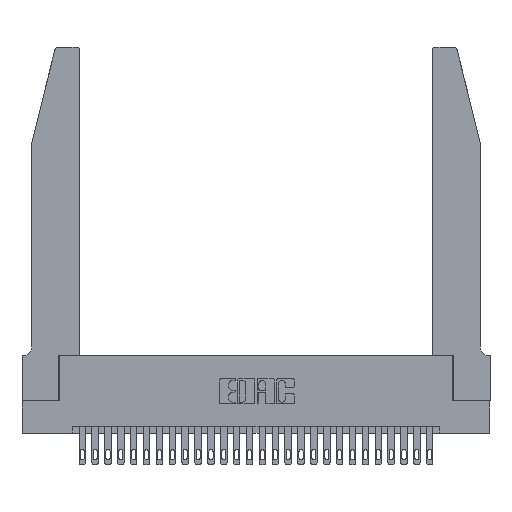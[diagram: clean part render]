
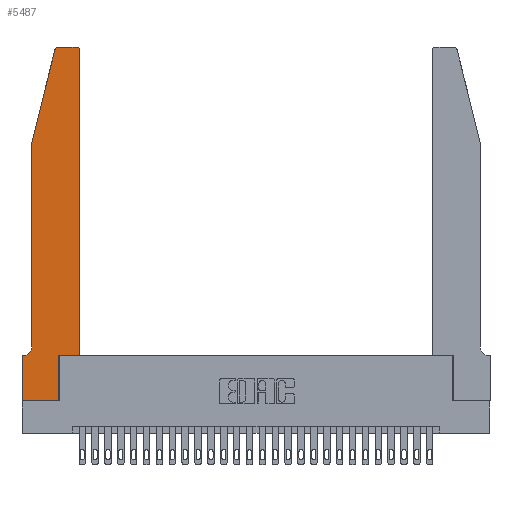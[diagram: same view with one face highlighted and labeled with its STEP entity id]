
A CAD part, top view. The second image highlights one B-rep face of the part: STEP entity #5487.
In plain terms, the highlighted planar face has unit normal (0, 0, 1).
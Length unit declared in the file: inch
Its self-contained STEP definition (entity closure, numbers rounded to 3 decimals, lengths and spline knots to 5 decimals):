
#132 = AXIS2_PLACEMENT_3D ( 'NONE', #11622, #22724, #9311 ) ;
#472 = DIRECTION ( 'NONE',  ( 0., 0., 1. ) ) ;
#1086 = VERTEX_POINT ( 'NONE', #12627 ) ;
#1311 = DIRECTION ( 'NONE',  ( -1., 0., 0. ) ) ;
#2174 = EDGE_CURVE ( 'NONE', #11829, #18474, #26836, .T. ) ;
#2440 = EDGE_CURVE ( 'NONE', #26326, #6486, #12661, .T. ) ;
#2507 = DIRECTION ( 'NONE',  ( -0.239, -0.971, 0. ) ) ;
#3224 = DIRECTION ( 'NONE',  ( 1., 0., 0. ) ) ;
#3413 = CARTESIAN_POINT ( 'NONE',  ( 0.4505, 0.35, 0.37 ) ) ;
#3629 = CARTESIAN_POINT ( 'NONE',  ( 0., 0., 0.37 ) ) ;
#3833 = CARTESIAN_POINT ( 'NONE',  ( 0., 0., 0.37 ) ) ;
#4480 = ORIENTED_EDGE ( 'NONE', *, *, #8722, .T. ) ;
#4810 = AXIS2_PLACEMENT_3D ( 'NONE', #18307, #18503, #9894 ) ;
#5086 = EDGE_CURVE ( 'NONE', #1086, #26255, #22212, .T. ) ;
#5338 = FACE_OUTER_BOUND ( 'NONE', #24065, .T. ) ;
#5487 = ADVANCED_FACE ( 'NONE', ( #5338 ), #9241, .T. ) ;
#5947 = DIRECTION ( 'NONE',  ( 0., -1., 0. ) ) ;
#6486 = VERTEX_POINT ( 'NONE', #26833 ) ;
#6570 = LINE ( 'NONE', #3833, #10041 ) ;
#6600 = EDGE_CURVE ( 'NONE', #8094, #1086, #17887, .T. ) ;
#7288 = DIRECTION ( 'NONE',  ( 0., 1., 0. ) ) ;
#7868 = VECTOR ( 'NONE', #13917, 39.37008 ) ;
#7900 = CARTESIAN_POINT ( 'NONE',  ( 0.4205, 2.75, 0.37 ) ) ;
#8051 = CARTESIAN_POINT ( 'NONE',  ( 0.4505, 0.35, 0.37 ) ) ;
#8094 = VERTEX_POINT ( 'NONE', #12361 ) ;
#8640 = DIRECTION ( 'NONE',  ( -1., 0., 0. ) ) ;
#8722 = EDGE_CURVE ( 'NONE', #9711, #8094, #11545, .T. ) ;
#9041 = CARTESIAN_POINT ( 'NONE',  ( 0.0755, 2., 0.37 ) ) ;
#9241 = PLANE ( 'NONE',  #19853 ) ;
#9311 = DIRECTION ( 'NONE',  ( 1., 0., 0. ) ) ;
#9320 = CIRCLE ( 'NONE', #4810, 0.03 ) ;
#9711 = VERTEX_POINT ( 'NONE', #20322 ) ;
#9894 = DIRECTION ( 'NONE',  ( 1., 0., 0. ) ) ;
#10033 = CARTESIAN_POINT ( 'NONE',  ( 0.0055, 0.42, 0.37 ) ) ;
#10041 = VECTOR ( 'NONE', #5947, 39.37008 ) ;
#10429 = CARTESIAN_POINT ( 'NONE',  ( 0.2865, 0.35, 0.37 ) ) ;
#10961 = EDGE_CURVE ( 'NONE', #26255, #26326, #6570, .T. ) ;
#11138 = VECTOR ( 'NONE', #8640, 39.37008 ) ;
#11201 = CARTESIAN_POINT ( 'NONE',  ( 0.2605, 2.75, 0.37 ) ) ;
#11545 = LINE ( 'NONE', #24693, #16428 ) ;
#11622 = CARTESIAN_POINT ( 'NONE',  ( 0.284, 2.72, 0.37 ) ) ;
#11666 = CARTESIAN_POINT ( 'NONE',  ( 0.4505, 0.35, 0.37 ) ) ;
#11829 = VERTEX_POINT ( 'NONE', #21955 ) ;
#11959 = VECTOR ( 'NONE', #19460, 39.37008 ) ;
#12063 = LINE ( 'NONE', #16387, #14491 ) ;
#12123 = ORIENTED_EDGE ( 'NONE', *, *, #5086, .T. ) ;
#12196 = EDGE_CURVE ( 'NONE', #23060, #22431, #9320, .T. ) ;
#12246 = DIRECTION ( 'NONE',  ( 0., 0., -1. ) ) ;
#12361 = CARTESIAN_POINT ( 'NONE',  ( 0.0755, 0.42, 0.37 ) ) ;
#12627 = CARTESIAN_POINT ( 'NONE',  ( 0.0055, 0.35, 0.37 ) ) ;
#12661 = LINE ( 'NONE', #12699, #11959 ) ;
#12699 = CARTESIAN_POINT ( 'NONE',  ( 0., 0., 0.37 ) ) ;
#13031 = EDGE_CURVE ( 'NONE', #15297, #26700, #21763, .T. ) ;
#13361 = EDGE_CURVE ( 'NONE', #18474, #9711, #19322, .T. ) ;
#13373 = ORIENTED_EDGE ( 'NONE', *, *, #13031, .T. ) ;
#13697 = CARTESIAN_POINT ( 'NONE',  ( 0., 0.35, 0.37 ) ) ;
#13917 = DIRECTION ( 'NONE',  ( -1., 0., 0. ) ) ;
#14111 = ORIENTED_EDGE ( 'NONE', *, *, #13361, .T. ) ;
#14491 = VECTOR ( 'NONE', #7288, 39.37008 ) ;
#14922 = EDGE_CURVE ( 'NONE', #22431, #11829, #17553, .T. ) ;
#15297 = VERTEX_POINT ( 'NONE', #10429 ) ;
#15558 = ORIENTED_EDGE ( 'NONE', *, *, #12196, .T. ) ;
#15880 = VECTOR ( 'NONE', #3224, 39.37008 ) ;
#15913 = DIRECTION ( 'NONE',  ( 1., 0., 0. ) ) ;
#15932 = ORIENTED_EDGE ( 'NONE', *, *, #19459, .T. ) ;
#16387 = CARTESIAN_POINT ( 'NONE',  ( 0.2865, 0.35, 0.37 ) ) ;
#16428 = VECTOR ( 'NONE', #22725, 39.37008 ) ;
#16963 = CARTESIAN_POINT ( 'NONE',  ( 0., 0.35, 0.37 ) ) ;
#16997 = ORIENTED_EDGE ( 'NONE', *, *, #10961, .T. ) ;
#17123 = VECTOR ( 'NONE', #18241, 39.37008 ) ;
#17553 = LINE ( 'NONE', #11201, #7868 ) ;
#17887 = CIRCLE ( 'NONE', #28023, 0.07 ) ;
#17911 = CARTESIAN_POINT ( 'NONE',  ( 0.25487, 2.72718, 0.37 ) ) ;
#18241 = DIRECTION ( 'NONE',  ( 0., 1., 0. ) ) ;
#18307 = CARTESIAN_POINT ( 'NONE',  ( 0.4205, 2.72, 0.37 ) ) ;
#18474 = VERTEX_POINT ( 'NONE', #17911 ) ;
#18503 = DIRECTION ( 'NONE',  ( 0., 0., 1. ) ) ;
#19322 = LINE ( 'NONE', #9041, #26575 ) ;
#19459 = EDGE_CURVE ( 'NONE', #26700, #23060, #28468, .T. ) ;
#19460 = DIRECTION ( 'NONE',  ( 1., 0., 0. ) ) ;
#19853 = AXIS2_PLACEMENT_3D ( 'NONE', #13697, #472, #15913 ) ;
#20322 = CARTESIAN_POINT ( 'NONE',  ( 0.0755, 2., 0.37 ) ) ;
#21182 = ORIENTED_EDGE ( 'NONE', *, *, #27729, .T. ) ;
#21763 = LINE ( 'NONE', #8051, #15880 ) ;
#21955 = CARTESIAN_POINT ( 'NONE',  ( 0.284, 2.75, 0.37 ) ) ;
#22161 = CARTESIAN_POINT ( 'NONE',  ( 0.0755, 0.35, 0.37 ) ) ;
#22212 = LINE ( 'NONE', #22161, #11138 ) ;
#22431 = VERTEX_POINT ( 'NONE', #7900 ) ;
#22724 = DIRECTION ( 'NONE',  ( 0., 0., 1. ) ) ;
#22725 = DIRECTION ( 'NONE',  ( 0., -1., 0. ) ) ;
#23060 = VERTEX_POINT ( 'NONE', #27039 ) ;
#24065 = EDGE_LOOP ( 'NONE', ( #26317, #25964, #14111, #4480, #28494, #12123, #16997, #28229, #21182, #13373, #15932, #15558 ) ) ;
#24693 = CARTESIAN_POINT ( 'NONE',  ( 0.0755, 2., 0.37 ) ) ;
#25964 = ORIENTED_EDGE ( 'NONE', *, *, #2174, .T. ) ;
#26255 = VERTEX_POINT ( 'NONE', #16963 ) ;
#26317 = ORIENTED_EDGE ( 'NONE', *, *, #14922, .T. ) ;
#26326 = VERTEX_POINT ( 'NONE', #3629 ) ;
#26575 = VECTOR ( 'NONE', #2507, 39.37008 ) ;
#26700 = VERTEX_POINT ( 'NONE', #3413 ) ;
#26833 = CARTESIAN_POINT ( 'NONE',  ( 0.2865, 0., 0.37 ) ) ;
#26836 = CIRCLE ( 'NONE', #132, 0.03 ) ;
#27039 = CARTESIAN_POINT ( 'NONE',  ( 0.4505, 2.72, 0.37 ) ) ;
#27729 = EDGE_CURVE ( 'NONE', #6486, #15297, #12063, .T. ) ;
#28023 = AXIS2_PLACEMENT_3D ( 'NONE', #10033, #12246, #1311 ) ;
#28229 = ORIENTED_EDGE ( 'NONE', *, *, #2440, .T. ) ;
#28468 = LINE ( 'NONE', #11666, #17123 ) ;
#28494 = ORIENTED_EDGE ( 'NONE', *, *, #6600, .T. ) ;
